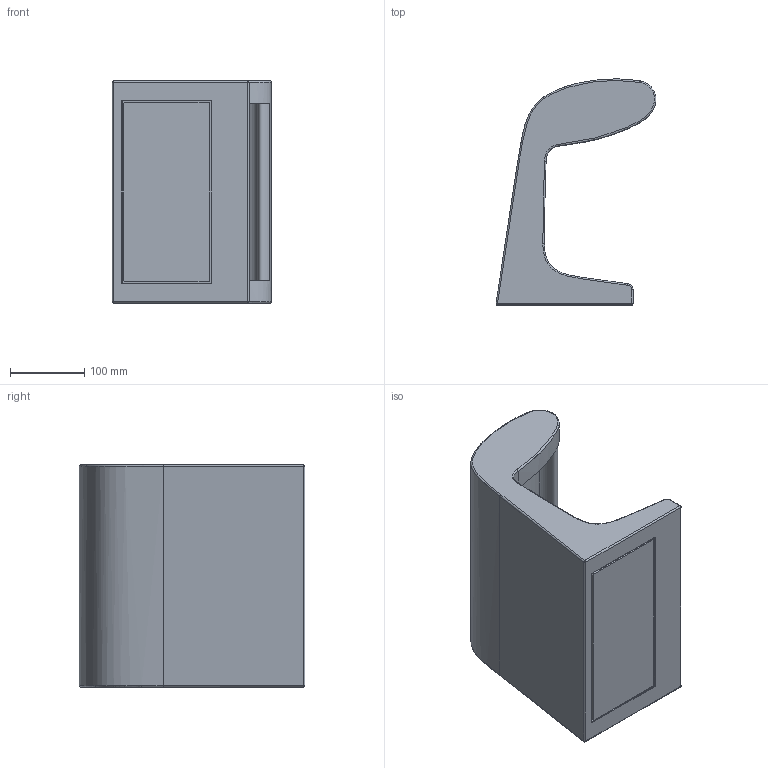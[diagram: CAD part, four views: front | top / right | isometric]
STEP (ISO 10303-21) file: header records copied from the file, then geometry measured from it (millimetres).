
FILE_DESCRIPTION (( 'STEP AP214' ), '1' );
FILE_NAME ('3D_BORNE_BETON_PETITE.STEP', '2018-03-01T11:48:44', ( 'Utente' ), ( '' ), 'SwSTEP 2.0', 'SolidWorks 2016', '' );
FILE_SCHEMA (( 'AUTOMOTIVE_DESIGN' ));
Length unit declared in the file: millimetre
Products named in the file (3): 3D_BORNE_BETON_PETITE; 010BBP000300_Diffusore a arcoMARTI-1^3D_BORNE_BETON_PETITE; Group1^3D_BORNE_BETON_PETITE
Assembly tree (2 placements, depth 2):
  3D_BORNE_BETON_PETITE
    Group1^3D_BORNE_BETON_PETITE
    010BBP000300_Diffusore a arcoMARTI-1^3D_BORNE_BETON_PETITE
Bounding box: 216.21 x 305.2 x 300 mm (x, y, z)
Volume: 6826707.6 mm3; surface area: 531925.6 mm2
Topology: 3 solids, 3 shells, 73 faces, 164 edges, 94 vertices
Faces by surface type: cylinder 24, plane 23, bspline 16, sphere 6, torus 4
Entity records: 4055 total; most frequent: CARTESIAN_POINT 2448, ORIENTED_EDGE 320, DIRECTION 294, EDGE_CURVE 160, AXIS2_PLACEMENT_3D 110, VERTEX_POINT 94, VECTOR 74, LINE 74
